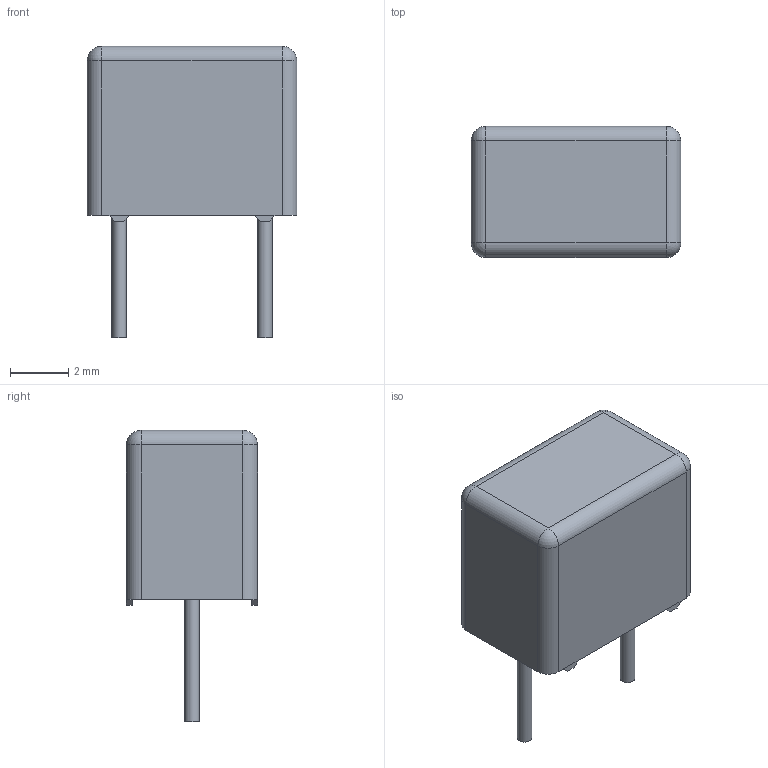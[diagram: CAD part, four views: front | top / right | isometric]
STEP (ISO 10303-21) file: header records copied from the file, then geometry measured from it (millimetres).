
FILE_DESCRIPTION(('FreeCAD Model'),'2;1');
FILE_NAME('Capacitor-Box-45x60x72.step', '2018-04-23T12:57:09',('Author'),(''), 'Open CASCADE STEP processor 7.2','FreeCAD','Unknown');
FILE_SCHEMA(('AUTOMOTIVE_DESIGN { 1 0 10303 214 1 1 1 1 }'));
Length unit declared in the file: millimetre
Products named in the file (3): Body; Pin; Pin_Clone
Bounding box: 7.2 x 4.5 x 10 mm (x, y, z)
Volume: 181.7 mm3; surface area: 210.1 mm2
Topology: 3 solids, 3 shells, 60 faces, 138 edges, 80 vertices
Faces by surface type: plane 46, cylinder 10, sphere 4
Full cylindrical faces by diameter (mm): 0.5 x2
Entity records: 1672 total; most frequent: DIRECTION 276, CARTESIAN_POINT 275, ORIENTED_EDGE 268, EDGE_CURVE 134, LINE 114, VECTOR 114, AXIS2_PLACEMENT_3D 81, VERTEX_POINT 80
